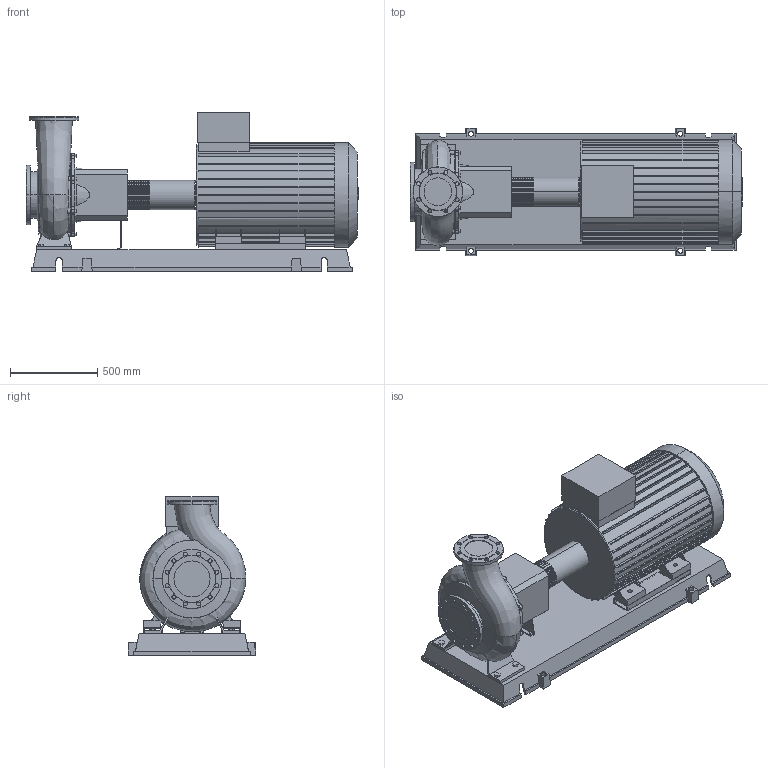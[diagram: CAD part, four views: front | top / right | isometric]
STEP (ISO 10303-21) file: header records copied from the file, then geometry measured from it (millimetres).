
FILE_DESCRIPTION((''),'2;1');
FILE_NAME('3d_NL150_400-90-4-12-4109461.stp','2015-03-03T07:30:12',(''),(''),'Mechanical Desktop 2009','Mechanical Desktop 2009',', , ');
FILE_SCHEMA(('CONFIG_CONTROL_DESIGN'));
Length unit declared in the file: millimetre
Products named in the file (1): Product
Bounding box: 1904 x 730 x 910 mm (x, y, z)
Volume: 378932137.8 mm3; surface area: 9937754.5 mm2
Topology: 14 solids, 14 shells, 940 faces, 2466 edges, 1621 vertices
Faces by surface type: plane 478, cylinder 267, bspline 167, cone 14, torus 14
Entity records: 33613 total; most frequent: CARTESIAN_POINT 10140, ORIENTED_EDGE 4934, DIRECTION 4718, EDGE_CURVE 2467, VERTEX_POINT 1620, AXIS2_PLACEMENT_3D 1585, VECTOR 1548, LINE 1548
